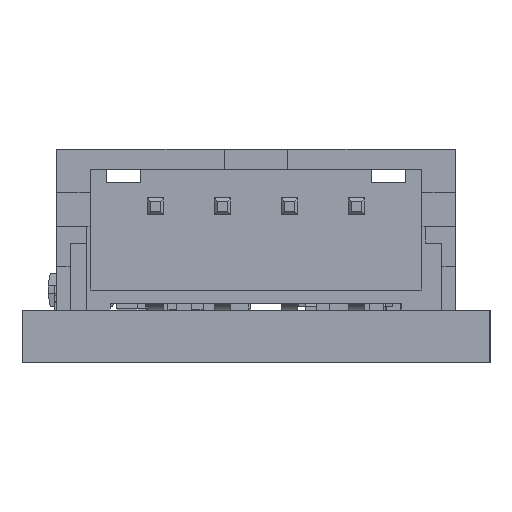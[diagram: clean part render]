
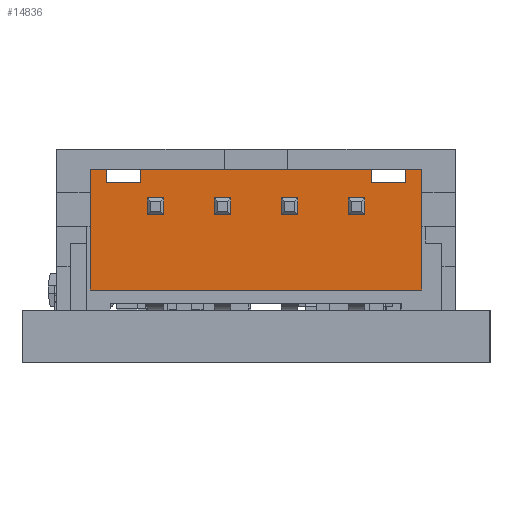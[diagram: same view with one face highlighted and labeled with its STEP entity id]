
A CAD part, left-side view. The second image highlights one B-rep face of the part: STEP entity #14836.
In plain terms, the highlighted face is planar.
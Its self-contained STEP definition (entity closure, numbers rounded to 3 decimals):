
#153=FACE_BOUND('',#2084,.T.);
#154=FACE_BOUND('',#2085,.T.);
#155=FACE_BOUND('',#2086,.T.);
#156=FACE_BOUND('',#2087,.T.);
#533=PLANE('',#15924);
#1269=FACE_OUTER_BOUND('',#2083,.T.);
#2083=EDGE_LOOP('',(#12083,#12084,#12085,#12086,#12087,#12088,#12089,#12090,
#12091,#12092,#12093,#12094));
#2084=EDGE_LOOP('',(#12095,#12096,#12097,#12098));
#2085=EDGE_LOOP('',(#12099,#12100,#12101,#12102));
#2086=EDGE_LOOP('',(#12103,#12104,#12105,#12106));
#2087=EDGE_LOOP('',(#12107,#12108,#12109,#12110));
#3264=LINE('',#22316,#5052);
#3266=LINE('',#22320,#5054);
#3271=LINE('',#22329,#5059);
#3272=LINE('',#22332,#5060);
#3278=LINE('',#22352,#5066);
#3280=LINE('',#22356,#5068);
#3285=LINE('',#22365,#5073);
#3286=LINE('',#22368,#5074);
#3306=LINE('',#22411,#5094);
#3314=LINE('',#22427,#5102);
#3334=LINE('',#22466,#5122);
#3354=LINE('',#22506,#5142);
#3365=LINE('',#22529,#5153);
#3369=LINE('',#22537,#5157);
#3372=LINE('',#22543,#5160);
#3374=LINE('',#22546,#5162);
#3411=LINE('',#22621,#5199);
#3418=LINE('',#22635,#5206);
#3447=LINE('',#22691,#5235);
#3452=LINE('',#22701,#5240);
#3465=LINE('',#22726,#5253);
#3468=LINE('',#22731,#5256);
#3470=LINE('',#22735,#5258);
#3471=LINE('',#22737,#5259);
#3472=LINE('',#22739,#5260);
#3485=LINE('',#22763,#5273);
#3486=LINE('',#22764,#5274);
#3487=LINE('',#22765,#5275);
#5052=VECTOR('',#18354,10.);
#5054=VECTOR('',#18358,10.);
#5059=VECTOR('',#18365,10.);
#5060=VECTOR('',#18370,10.);
#5066=VECTOR('',#18388,10.);
#5068=VECTOR('',#18392,10.);
#5073=VECTOR('',#18399,10.);
#5074=VECTOR('',#18404,10.);
#5094=VECTOR('',#18434,0.4);
#5102=VECTOR('',#18446,0.4);
#5122=VECTOR('',#18472,1.);
#5142=VECTOR('',#18510,3.6);
#5153=VECTOR('',#18529,0.5);
#5157=VECTOR('',#18535,0.5);
#5160=VECTOR('',#18540,0.5);
#5162=VECTOR('',#18544,0.5);
#5199=VECTOR('',#18595,0.4);
#5206=VECTOR('',#18606,0.4);
#5235=VECTOR('',#18653,1.);
#5240=VECTOR('',#18660,3.6);
#5253=VECTOR('',#18683,0.5);
#5256=VECTOR('',#18688,0.5);
#5258=VECTOR('',#18692,0.5);
#5259=VECTOR('',#18695,0.5);
#5260=VECTOR('',#18698,5.9);
#5273=VECTOR('',#18727,0.5);
#5274=VECTOR('',#18728,10.);
#5275=VECTOR('',#18729,0.5);
#6891=VERTEX_POINT('',#22313);
#6892=VERTEX_POINT('',#22315);
#6893=VERTEX_POINT('',#22319);
#6896=VERTEX_POINT('',#22327);
#6903=VERTEX_POINT('',#22349);
#6904=VERTEX_POINT('',#22351);
#6905=VERTEX_POINT('',#22355);
#6908=VERTEX_POINT('',#22363);
#6922=VERTEX_POINT('',#22401);
#6926=VERTEX_POINT('',#22409);
#6929=VERTEX_POINT('',#22419);
#6932=VERTEX_POINT('',#22425);
#6958=VERTEX_POINT('',#22503);
#6959=VERTEX_POINT('',#22505);
#6965=VERTEX_POINT('',#22525);
#6967=VERTEX_POINT('',#22528);
#6969=VERTEX_POINT('',#22534);
#6971=VERTEX_POINT('',#22540);
#7002=VERTEX_POINT('',#22618);
#7003=VERTEX_POINT('',#22620);
#7007=VERTEX_POINT('',#22632);
#7008=VERTEX_POINT('',#22634);
#7029=VERTEX_POINT('',#22698);
#7030=VERTEX_POINT('',#22700);
#7036=VERTEX_POINT('',#22723);
#7037=VERTEX_POINT('',#22725);
#7038=VERTEX_POINT('',#22729);
#7039=VERTEX_POINT('',#22733);
#8585=EDGE_CURVE('',#6892,#6891,#3264,.T.);
#8587=EDGE_CURVE('',#6891,#6893,#3266,.T.);
#8592=EDGE_CURVE('',#6893,#6896,#3271,.T.);
#8594=EDGE_CURVE('',#6896,#6892,#3272,.T.);
#8603=EDGE_CURVE('',#6904,#6903,#3278,.T.);
#8605=EDGE_CURVE('',#6903,#6905,#3280,.T.);
#8610=EDGE_CURVE('',#6905,#6908,#3285,.T.);
#8612=EDGE_CURVE('',#6908,#6904,#3286,.T.);
#8632=EDGE_CURVE('',#6926,#6922,#3306,.F.);
#8640=EDGE_CURVE('',#6932,#6929,#3314,.T.);
#8660=EDGE_CURVE('',#6922,#6932,#3334,.T.);
#8680=EDGE_CURVE('',#6958,#6959,#3354,.F.);
#8691=EDGE_CURVE('',#6965,#6967,#3365,.F.);
#8695=EDGE_CURVE('',#6969,#6965,#3369,.T.);
#8698=EDGE_CURVE('',#6971,#6969,#3372,.T.);
#8700=EDGE_CURVE('',#6967,#6971,#3374,.F.);
#8737=EDGE_CURVE('',#7002,#7003,#3411,.F.);
#8744=EDGE_CURVE('',#7007,#7008,#3418,.T.);
#8773=EDGE_CURVE('',#7003,#7007,#3447,.T.);
#8778=EDGE_CURVE('',#7029,#7030,#3452,.T.);
#8791=EDGE_CURVE('',#7036,#7037,#3465,.F.);
#8794=EDGE_CURVE('',#7038,#7036,#3468,.T.);
#8796=EDGE_CURVE('',#7039,#7038,#3470,.T.);
#8797=EDGE_CURVE('',#7037,#7039,#3471,.F.);
#8798=EDGE_CURVE('',#6959,#7029,#3472,.F.);
#8811=EDGE_CURVE('',#7002,#7030,#3485,.F.);
#8812=EDGE_CURVE('',#7008,#6926,#3486,.T.);
#8813=EDGE_CURVE('',#6958,#6929,#3487,.F.);
#12083=ORIENTED_EDGE('',*,*,#8812,.F.);
#12084=ORIENTED_EDGE('',*,*,#8744,.F.);
#12085=ORIENTED_EDGE('',*,*,#8773,.F.);
#12086=ORIENTED_EDGE('',*,*,#8737,.F.);
#12087=ORIENTED_EDGE('',*,*,#8811,.T.);
#12088=ORIENTED_EDGE('',*,*,#8778,.F.);
#12089=ORIENTED_EDGE('',*,*,#8798,.F.);
#12090=ORIENTED_EDGE('',*,*,#8680,.F.);
#12091=ORIENTED_EDGE('',*,*,#8813,.T.);
#12092=ORIENTED_EDGE('',*,*,#8640,.F.);
#12093=ORIENTED_EDGE('',*,*,#8660,.F.);
#12094=ORIENTED_EDGE('',*,*,#8632,.F.);
#12095=ORIENTED_EDGE('',*,*,#8592,.T.);
#12096=ORIENTED_EDGE('',*,*,#8594,.T.);
#12097=ORIENTED_EDGE('',*,*,#8585,.T.);
#12098=ORIENTED_EDGE('',*,*,#8587,.T.);
#12099=ORIENTED_EDGE('',*,*,#8610,.T.);
#12100=ORIENTED_EDGE('',*,*,#8612,.T.);
#12101=ORIENTED_EDGE('',*,*,#8603,.T.);
#12102=ORIENTED_EDGE('',*,*,#8605,.T.);
#12103=ORIENTED_EDGE('',*,*,#8695,.F.);
#12104=ORIENTED_EDGE('',*,*,#8698,.F.);
#12105=ORIENTED_EDGE('',*,*,#8700,.F.);
#12106=ORIENTED_EDGE('',*,*,#8691,.F.);
#12107=ORIENTED_EDGE('',*,*,#8794,.F.);
#12108=ORIENTED_EDGE('',*,*,#8796,.F.);
#12109=ORIENTED_EDGE('',*,*,#8797,.F.);
#12110=ORIENTED_EDGE('',*,*,#8791,.F.);
#14836=ADVANCED_FACE('',(#1269,#153,#154,#155,#156),#533,.F.);
#15924=AXIS2_PLACEMENT_3D('',#22766,#18730,#18731);
#18354=DIRECTION('',(0.,0.,1.));
#18358=DIRECTION('',(-1.,0.,0.));
#18365=DIRECTION('',(0.,0.,-1.));
#18370=DIRECTION('',(1.,0.,0.));
#18388=DIRECTION('',(0.,0.,1.));
#18392=DIRECTION('',(-1.,0.,0.));
#18399=DIRECTION('',(0.,0.,-1.));
#18404=DIRECTION('',(1.,0.,0.));
#18434=DIRECTION('',(0.,0.,1.));
#18446=DIRECTION('',(0.,0.,1.));
#18472=DIRECTION('',(-1.,0.,0.));
#18510=DIRECTION('',(0.,0.,1.));
#18529=DIRECTION('',(-1.,0.,0.));
#18535=DIRECTION('',(0.,0.,1.));
#18540=DIRECTION('',(-1.,0.,0.));
#18544=DIRECTION('',(0.,0.,1.));
#18595=DIRECTION('',(0.,0.,1.));
#18606=DIRECTION('',(0.,0.,1.));
#18653=DIRECTION('',(-1.,0.,0.));
#18660=DIRECTION('',(0.,0.,1.));
#18683=DIRECTION('',(-1.,0.,0.));
#18688=DIRECTION('',(0.,0.,1.));
#18692=DIRECTION('',(-1.,0.,0.));
#18695=DIRECTION('',(0.,0.,1.));
#18698=DIRECTION('',(-1.,0.,0.));
#18727=DIRECTION('',(-1.,0.,0.));
#18728=DIRECTION('',(-1.,0.,0.));
#18729=DIRECTION('',(-1.,0.,0.));
#18730=DIRECTION('center_axis',(0.,-1.,0.));
#18731=DIRECTION('ref_axis',(1.,0.,0.));
#22313=CARTESIAN_POINT('',(1.25,-2.1,3.35));
#22315=CARTESIAN_POINT('',(1.25,-2.1,2.85));
#22316=CARTESIAN_POINT('',(1.25,-2.1,1.425));
#22319=CARTESIAN_POINT('',(0.75,-2.1,3.35));
#22320=CARTESIAN_POINT('',(1.625,-2.1,3.35));
#22327=CARTESIAN_POINT('',(0.75,-2.1,2.85));
#22329=CARTESIAN_POINT('',(0.75,-2.1,1.675));
#22332=CARTESIAN_POINT('',(1.375,-2.1,2.85));
#22349=CARTESIAN_POINT('',(-0.75,-2.1,3.35));
#22351=CARTESIAN_POINT('',(-0.75,-2.1,2.85));
#22352=CARTESIAN_POINT('',(-0.75,-2.1,1.425));
#22355=CARTESIAN_POINT('',(-1.25,-2.1,3.35));
#22356=CARTESIAN_POINT('',(0.625,-2.1,3.35));
#22363=CARTESIAN_POINT('',(-1.25,-2.1,2.85));
#22365=CARTESIAN_POINT('',(-1.25,-2.1,1.675));
#22368=CARTESIAN_POINT('',(0.375,-2.1,2.85));
#22401=CARTESIAN_POINT('',(-3.45,-2.1,3.8));
#22409=CARTESIAN_POINT('',(-3.45,-2.1,4.2));
#22411=CARTESIAN_POINT('',(-3.45,-2.1,3.8));
#22419=CARTESIAN_POINT('',(-4.45,-2.1,4.2));
#22425=CARTESIAN_POINT('',(-4.45,-2.1,3.8));
#22427=CARTESIAN_POINT('',(-4.45,-2.1,3.8));
#22466=CARTESIAN_POINT('',(-3.45,-2.1,3.8));
#22503=CARTESIAN_POINT('',(-4.95,-2.1,4.2));
#22505=CARTESIAN_POINT('',(-4.95,-2.1,0.6));
#22506=CARTESIAN_POINT('',(-4.95,-2.1,0.6));
#22525=CARTESIAN_POINT('',(-3.25,-2.1,3.35));
#22528=CARTESIAN_POINT('',(-2.75,-2.1,3.35));
#22529=CARTESIAN_POINT('',(-2.75,-2.1,3.35));
#22534=CARTESIAN_POINT('',(-3.25,-2.1,2.85));
#22537=CARTESIAN_POINT('',(-3.25,-2.1,2.85));
#22540=CARTESIAN_POINT('',(-2.75,-2.1,2.85));
#22543=CARTESIAN_POINT('',(-2.75,-2.1,2.85));
#22546=CARTESIAN_POINT('',(-2.75,-2.1,2.85));
#22618=CARTESIAN_POINT('',(4.45,-2.1,4.2));
#22620=CARTESIAN_POINT('',(4.45,-2.1,3.8));
#22621=CARTESIAN_POINT('',(4.45,-2.1,3.8));
#22632=CARTESIAN_POINT('',(3.45,-2.1,3.8));
#22634=CARTESIAN_POINT('',(3.45,-2.1,4.2));
#22635=CARTESIAN_POINT('',(3.45,-2.1,3.8));
#22691=CARTESIAN_POINT('',(4.45,-2.1,3.8));
#22698=CARTESIAN_POINT('',(4.95,-2.1,0.6));
#22700=CARTESIAN_POINT('',(4.95,-2.1,4.2));
#22701=CARTESIAN_POINT('',(4.95,-2.1,0.6));
#22723=CARTESIAN_POINT('',(2.75,-2.1,3.35));
#22725=CARTESIAN_POINT('',(3.25,-2.1,3.35));
#22726=CARTESIAN_POINT('',(3.25,-2.1,3.35));
#22729=CARTESIAN_POINT('',(2.75,-2.1,2.85));
#22731=CARTESIAN_POINT('',(2.75,-2.1,2.85));
#22733=CARTESIAN_POINT('',(3.25,-2.1,2.85));
#22735=CARTESIAN_POINT('',(3.25,-2.1,2.85));
#22737=CARTESIAN_POINT('',(3.25,-2.1,2.85));
#22739=CARTESIAN_POINT('',(2.95,-2.1,0.6));
#22763=CARTESIAN_POINT('',(4.95,-2.1,4.2));
#22764=CARTESIAN_POINT('',(1.,-2.1,4.2));
#22765=CARTESIAN_POINT('',(-4.45,-2.1,4.2));
#22766=CARTESIAN_POINT('Origin',(2.,-2.1,0.));
